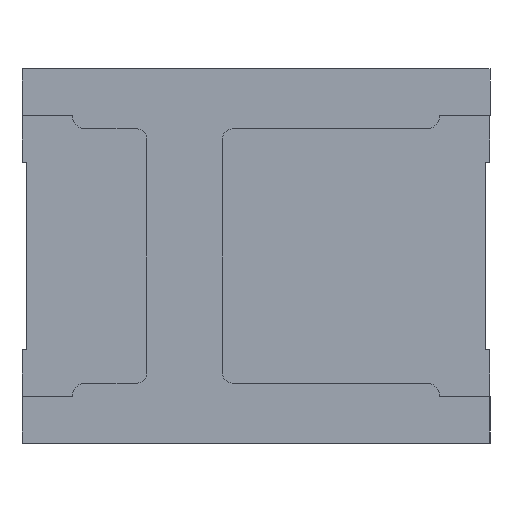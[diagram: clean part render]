
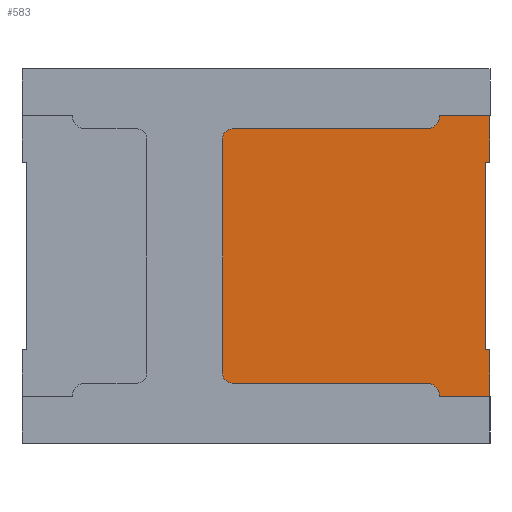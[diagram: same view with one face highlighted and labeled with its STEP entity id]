
A CAD part, front view. The second image highlights one B-rep face of the part: STEP entity #583.
In plain terms, the highlighted planar face has unit normal (0, -1, 0).
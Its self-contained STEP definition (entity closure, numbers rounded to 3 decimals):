
#10 = CARTESIAN_POINT ( 'NONE',  ( -0.178, 0., -0.951 ) ) ;
#31 = VECTOR ( 'NONE', #1889, 1000. ) ;
#36 = CIRCLE ( 'NONE', #1976, 0.072 ) ;
#83 = DIRECTION ( 'NONE',  ( 0., 0., 1. ) ) ;
#86 = ORIENTED_EDGE ( 'NONE', *, *, #2578, .T. ) ;
#135 = ORIENTED_EDGE ( 'NONE', *, *, #193, .T. ) ;
#193 = EDGE_CURVE ( 'NONE', #1173, #1425, #259, .T. ) ;
#245 = CARTESIAN_POINT ( 'NONE',  ( 1.75, 0., -1.05 ) ) ;
#259 = CIRCLE ( 'NONE', #2808, 0.072 ) ;
#271 = ORIENTED_EDGE ( 'NONE', *, *, #1007, .T. ) ;
#292 = CARTESIAN_POINT ( 'NONE',  ( 1.274, 0., 1.05 ) ) ;
#303 = VECTOR ( 'NONE', #685, 1000. ) ;
#311 = LINE ( 'NONE', #2668, #2353 ) ;
#316 = LINE ( 'NONE', #1178, #303 ) ;
#321 = EDGE_CURVE ( 'NONE', #862, #2464, #1311, .T. ) ;
#327 = ORIENTED_EDGE ( 'NONE', *, *, #2222, .T. ) ;
#352 = DIRECTION ( 'NONE',  ( 0., 0., 1. ) ) ;
#387 = ORIENTED_EDGE ( 'NONE', *, *, #2541, .T. ) ;
#396 = CARTESIAN_POINT ( 'NONE',  ( -0.25, 0., 0.879 ) ) ;
#397 = DIRECTION ( 'NONE',  ( 0., -1., 0. ) ) ;
#409 = DIRECTION ( 'NONE',  ( 0., 0., 1. ) ) ;
#466 = EDGE_CURVE ( 'NONE', #2380, #1544, #2031, .T. ) ;
#469 = VERTEX_POINT ( 'NONE', #2296 ) ;
#490 = CARTESIAN_POINT ( 'NONE',  ( 1.75, 0., 1.05 ) ) ;
#583 = ADVANCED_FACE ( 'NONE', ( #1984 ), #1739, .T. ) ;
#616 = VECTOR ( 'NONE', #2498, 1000. ) ;
#652 = CARTESIAN_POINT ( 'NONE',  ( 1.274, 0., -1.05 ) ) ;
#660 = VECTOR ( 'NONE', #2597, 1000. ) ;
#662 = DIRECTION ( 'NONE',  ( 0., -1., 0. ) ) ;
#676 = CARTESIAN_POINT ( 'NONE',  ( 1.274, 0., -0.951 ) ) ;
#685 = DIRECTION ( 'NONE',  ( -1., 0., 0. ) ) ;
#702 = AXIS2_PLACEMENT_3D ( 'NONE', #2614, #662, #2200 ) ;
#704 = CIRCLE ( 'NONE', #2666, 0.099 ) ;
#727 = DIRECTION ( 'NONE',  ( 0., 1., 0. ) ) ;
#733 = VERTEX_POINT ( 'NONE', #2064 ) ;
#743 = CARTESIAN_POINT ( 'NONE',  ( 1.274, 0., -0.951 ) ) ;
#772 = ORIENTED_EDGE ( 'NONE', *, *, #1164, .T. ) ;
#835 = CARTESIAN_POINT ( 'NONE',  ( 1.75, 0., 0.7 ) ) ;
#862 = VERTEX_POINT ( 'NONE', #1828 ) ;
#886 = LINE ( 'NONE', #245, #1212 ) ;
#892 = CARTESIAN_POINT ( 'NONE',  ( 1.75, 0., -0.7 ) ) ;
#1007 = EDGE_CURVE ( 'NONE', #469, #1746, #36, .T. ) ;
#1039 = CARTESIAN_POINT ( 'NONE',  ( 1.75, 0., 0.7 ) ) ;
#1073 = VECTOR ( 'NONE', #2283, 1000. ) ;
#1086 = DIRECTION ( 'NONE',  ( 0., 0., -1. ) ) ;
#1164 = EDGE_CURVE ( 'NONE', #2464, #1641, #886, .T. ) ;
#1173 = VERTEX_POINT ( 'NONE', #2671 ) ;
#1178 = CARTESIAN_POINT ( 'NONE',  ( 1.274, 0., 0.951 ) ) ;
#1212 = VECTOR ( 'NONE', #2440, 1000. ) ;
#1241 = CARTESIAN_POINT ( 'NONE',  ( 1.716, 0., -0.7 ) ) ;
#1249 = CARTESIAN_POINT ( 'NONE',  ( 1.75, 0., -1.05 ) ) ;
#1296 = VERTEX_POINT ( 'NONE', #743 ) ;
#1311 = LINE ( 'NONE', #1322, #1487 ) ;
#1322 = CARTESIAN_POINT ( 'NONE',  ( 1.75, 0., -1.05 ) ) ;
#1359 = CARTESIAN_POINT ( 'NONE',  ( 1.75, 0., 1.05 ) ) ;
#1365 = VERTEX_POINT ( 'NONE', #1241 ) ;
#1403 = CARTESIAN_POINT ( 'NONE',  ( 1.75, 0., 1.05 ) ) ;
#1425 = VERTEX_POINT ( 'NONE', #10 ) ;
#1461 = EDGE_LOOP ( 'NONE', ( #2475, #1890, #772, #86, #1647, #2221, #2507, #2709, #387, #2049, #271, #327, #135, #1637 ) ) ;
#1487 = VECTOR ( 'NONE', #2182, 1000. ) ;
#1501 = CARTESIAN_POINT ( 'NONE',  ( 1.274, 0., 0.951 ) ) ;
#1513 = EDGE_CURVE ( 'NONE', #1296, #862, #1841, .T. ) ;
#1544 = VERTEX_POINT ( 'NONE', #490 ) ;
#1547 = LINE ( 'NONE', #676, #2798 ) ;
#1612 = EDGE_CURVE ( 'NONE', #1425, #1296, #1547, .T. ) ;
#1637 = ORIENTED_EDGE ( 'NONE', *, *, #1612, .T. ) ;
#1641 = VERTEX_POINT ( 'NONE', #892 ) ;
#1647 = ORIENTED_EDGE ( 'NONE', *, *, #2716, .T. ) ;
#1687 = DIRECTION ( 'NONE',  ( 0., 0., -1. ) ) ;
#1706 = LINE ( 'NONE', #835, #31 ) ;
#1726 = LINE ( 'NONE', #396, #660 ) ;
#1739 = PLANE ( 'NONE',  #702 ) ;
#1746 = VERTEX_POINT ( 'NONE', #1950 ) ;
#1809 = LINE ( 'NONE', #1403, #616 ) ;
#1828 = CARTESIAN_POINT ( 'NONE',  ( 1.374, 0., -1.05 ) ) ;
#1841 = CIRCLE ( 'NONE', #2430, 0.099 ) ;
#1889 = DIRECTION ( 'NONE',  ( 1., 0., 0. ) ) ;
#1890 = ORIENTED_EDGE ( 'NONE', *, *, #321, .T. ) ;
#1894 = CARTESIAN_POINT ( 'NONE',  ( 1.716, 0., 0.7 ) ) ;
#1950 = CARTESIAN_POINT ( 'NONE',  ( -0.25, 0., 0.879 ) ) ;
#1976 = AXIS2_PLACEMENT_3D ( 'NONE', #2373, #397, #1687 ) ;
#1984 = FACE_OUTER_BOUND ( 'NONE', #1461, .T. ) ;
#1994 = EDGE_CURVE ( 'NONE', #2218, #469, #316, .T. ) ;
#2011 = VERTEX_POINT ( 'NONE', #1894 ) ;
#2031 = LINE ( 'NONE', #1359, #1073 ) ;
#2049 = ORIENTED_EDGE ( 'NONE', *, *, #1994, .T. ) ;
#2057 = DIRECTION ( 'NONE',  ( -1., 0., 0. ) ) ;
#2064 = CARTESIAN_POINT ( 'NONE',  ( 1.374, 0., 1.05 ) ) ;
#2182 = DIRECTION ( 'NONE',  ( 1., 0., 0. ) ) ;
#2200 = DIRECTION ( 'NONE',  ( 0., 0., -1. ) ) ;
#2217 = DIRECTION ( 'NONE',  ( 1., 0., 0. ) ) ;
#2218 = VERTEX_POINT ( 'NONE', #1501 ) ;
#2221 = ORIENTED_EDGE ( 'NONE', *, *, #2454, .T. ) ;
#2222 = EDGE_CURVE ( 'NONE', #1746, #1173, #1726, .T. ) ;
#2283 = DIRECTION ( 'NONE',  ( 0., 0., 1. ) ) ;
#2293 = CARTESIAN_POINT ( 'NONE',  ( 1.716, 0., 0.7 ) ) ;
#2296 = CARTESIAN_POINT ( 'NONE',  ( -0.178, 0., 0.951 ) ) ;
#2305 = VECTOR ( 'NONE', #352, 1000. ) ;
#2349 = DIRECTION ( 'NONE',  ( 0., -1., 0. ) ) ;
#2353 = VECTOR ( 'NONE', #2057, 1000. ) ;
#2373 = CARTESIAN_POINT ( 'NONE',  ( -0.178, 0., 0.879 ) ) ;
#2380 = VERTEX_POINT ( 'NONE', #1039 ) ;
#2397 = DIRECTION ( 'NONE',  ( 0., 1., 0. ) ) ;
#2430 = AXIS2_PLACEMENT_3D ( 'NONE', #652, #2397, #1086 ) ;
#2440 = DIRECTION ( 'NONE',  ( 0., 0., 1. ) ) ;
#2454 = EDGE_CURVE ( 'NONE', #2011, #2380, #1706, .T. ) ;
#2464 = VERTEX_POINT ( 'NONE', #1249 ) ;
#2475 = ORIENTED_EDGE ( 'NONE', *, *, #1513, .T. ) ;
#2498 = DIRECTION ( 'NONE',  ( -1., 0., 0. ) ) ;
#2507 = ORIENTED_EDGE ( 'NONE', *, *, #466, .T. ) ;
#2517 = EDGE_CURVE ( 'NONE', #1544, #733, #1809, .T. ) ;
#2541 = EDGE_CURVE ( 'NONE', #733, #2218, #704, .T. ) ;
#2578 = EDGE_CURVE ( 'NONE', #1641, #1365, #311, .T. ) ;
#2583 = CARTESIAN_POINT ( 'NONE',  ( -0.178, 0., -0.879 ) ) ;
#2597 = DIRECTION ( 'NONE',  ( 0., 0., -1. ) ) ;
#2614 = CARTESIAN_POINT ( 'NONE',  ( 1.274, 0., -1.05 ) ) ;
#2666 = AXIS2_PLACEMENT_3D ( 'NONE', #292, #727, #83 ) ;
#2668 = CARTESIAN_POINT ( 'NONE',  ( 1.75, 0., -0.7 ) ) ;
#2671 = CARTESIAN_POINT ( 'NONE',  ( -0.25, 0., -0.879 ) ) ;
#2709 = ORIENTED_EDGE ( 'NONE', *, *, #2517, .T. ) ;
#2716 = EDGE_CURVE ( 'NONE', #1365, #2011, #2772, .T. ) ;
#2772 = LINE ( 'NONE', #2293, #2305 ) ;
#2798 = VECTOR ( 'NONE', #2217, 1000. ) ;
#2808 = AXIS2_PLACEMENT_3D ( 'NONE', #2583, #2349, #409 ) ;
